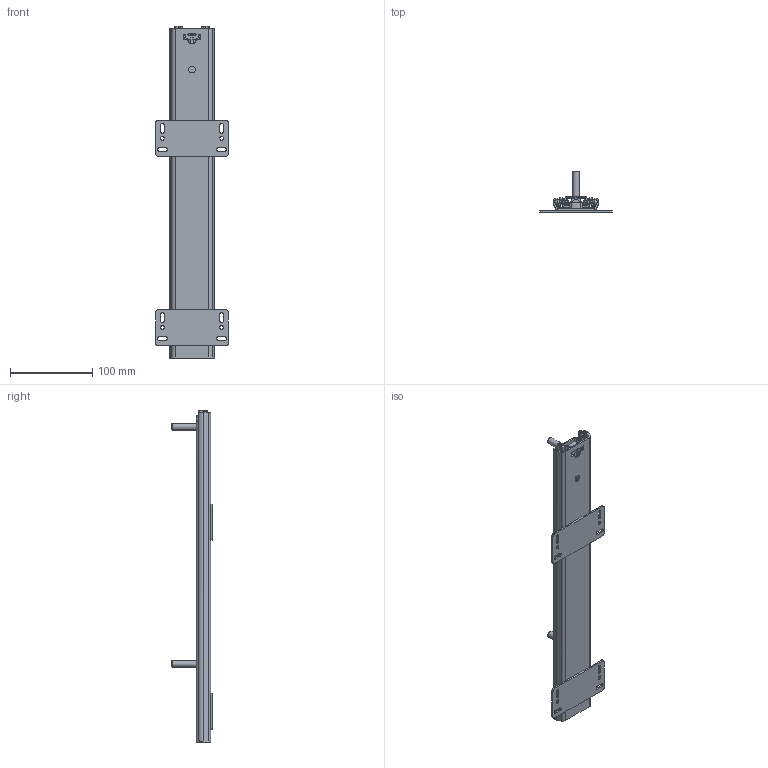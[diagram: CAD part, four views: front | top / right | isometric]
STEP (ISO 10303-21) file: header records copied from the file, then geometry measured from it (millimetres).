
FILE_DESCRIPTION(/* description */ ('ULF HD 403.5 / 455 (17,2mm)'),/* implementation_level */ '2;1');
FILE_NAME(/* name */ '124-B37_00_in.stp',/* time_stamp */ '2017-12-18T10:02:39+01:00',/* author */ ('stagece1'),/* organization */ (''),/* preprocessor_version */ 'ST-DEVELOPER v16.13',/* originating_system */ 'Autodesk Inventor 2018',/* authorisation */ '');
FILE_SCHEMA (('AUTOMOTIVE_DESIGN { 1 0 10303 214 3 1 1 }'));
Length unit declared in the file: millimetre
Products named in the file (18): 124-B37; 124-B37_1; 124-B37_2; 124-B37_3; 5920037; 554-202; 124-B37_4; 124-B37_5; 124-B37_6; 124-B37_7; 124-B37_8; 124-B37_9; 124-B37_10; 124-B37_11; 921084; 124-B37_12; 124-B37_13; 931234
Assembly tree (60 placements, depth 3):
  124-B37
    124-B37_1
    124-B37_2
      124-B37_3
      5920037
      554-202  x2
    124-B37_4
      124-B37_5
      921084  x2
      124-B37_6  x20
    124-B37_7
      124-B37_8
    124-B37_9
      124-B37_10
      124-B37_11  x20
      921084  x2
    124-B37_12
      124-B37_13
      931234  x2
Bounding box: 88 x 49.2 x 403.5 mm (x, y, z)
Volume: 164949.4 mm3; surface area: 212683.6 mm2
Topology: 58 solids, 58 shells, 1774 faces, 5235 edges, 3696 vertices
Faces by surface type: plane 944, cylinder 746, sphere 60, cone 10, bspline 10, torus 4
Full cylindrical faces by diameter (mm): 4 x4, 4.5 x4, 5.56 x20, 6.35 x20, 8 x3
Entity records: 44953 total; most frequent: CARTESIAN_POINT 8477, DIRECTION 7684, ORIENTED_EDGE 7264, EDGE_CURVE 3632, AXIS2_PLACEMENT_3D 2659, VERTEX_POINT 2440, LINE 2366, VECTOR 2366
